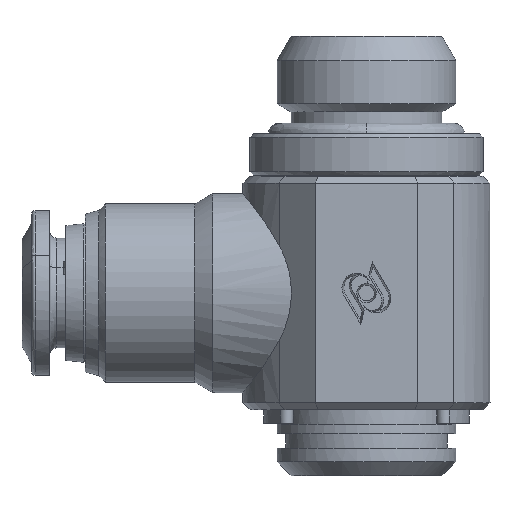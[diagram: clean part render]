
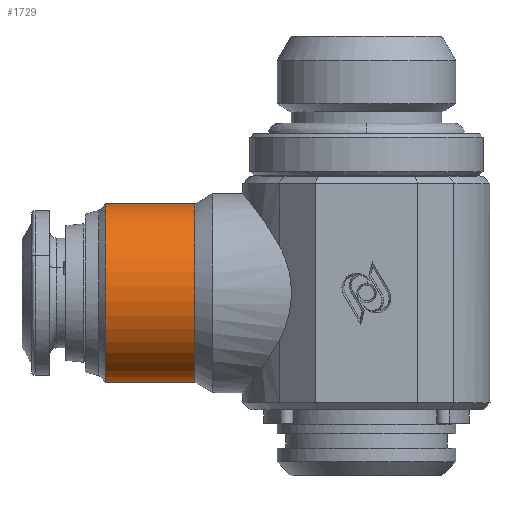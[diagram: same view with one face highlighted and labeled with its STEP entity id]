
A CAD part, front view. The second image highlights one B-rep face of the part: STEP entity #1729.
In plain terms, the highlighted free-form (B-spline) face has degree [1, 3] with [2, 4] control points.
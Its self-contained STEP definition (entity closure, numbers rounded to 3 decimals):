
#50 = CARTESIAN_POINT ( 'NONE',  ( -19.018, 9., 3. ) ) ;
#83 = FACE_OUTER_BOUND ( 'NONE', #3732, .T. ) ;
#117 = ORIENTED_EDGE ( 'NONE', *, *, #1894, .F. ) ;
#304 = CARTESIAN_POINT ( 'NONE',  ( -12.5, 9., 3. ) ) ;
#390 = CARTESIAN_POINT ( 'NONE',  ( -12.5, -4., 16. ) ) ;
#699 = VERTEX_POINT ( 'NONE', #6351 ) ;
#875 = CARTESIAN_POINT ( 'NONE',  ( -12.5, 9., 16. ) ) ;
#899 = CARTESIAN_POINT ( 'NONE',  ( -12.5, 9., 16. ) ) ;
#1176 = CARTESIAN_POINT ( 'NONE',  ( -19.018, -4., 16. ) ) ;
#1729 = ADVANCED_FACE ( 'NONE', ( #83 ), #2516, .F. ) ;
#1752 = CARTESIAN_POINT ( 'NONE',  ( -19.018, 9., 16. ) ) ;
#1894 = EDGE_CURVE ( 'NONE', #699, #4672, #4641, .T. ) ;
#2082 = CARTESIAN_POINT ( 'NONE',  ( -12.5, -4., 16. ) ) ;
#2508 = VERTEX_POINT ( 'NONE', #2672 ) ;
#2516 =( BOUNDED_SURFACE ( )  B_SPLINE_SURFACE ( 1, 3, ( 
 ( #5560, #2605, #4921, #6114 ),
 ( #2630, #2082, #7320, #3222 ) ),
 .UNSPECIFIED., .F., .F., .F. ) 
 B_SPLINE_SURFACE_WITH_KNOTS ( ( 2, 2 ),
 ( 4, 4 ),
 ( 0., 1. ),
 ( 0., 1. ),
 .UNSPECIFIED. ) 
 GEOMETRIC_REPRESENTATION_ITEM ( )  RATIONAL_B_SPLINE_SURFACE ( (
 ( 1., 0.333, 0.333, 1.),
 ( 1., 0.333, 0.333, 1.) ) ) 
 REPRESENTATION_ITEM ( '' )  SURFACE ( )  );
#2605 = CARTESIAN_POINT ( 'NONE',  ( -19.018, -4., 16. ) ) ;
#2630 = CARTESIAN_POINT ( 'NONE',  ( -12.5, 9., 16. ) ) ;
#2650 = ORIENTED_EDGE ( 'NONE', *, *, #3700, .T. ) ;
#2672 = CARTESIAN_POINT ( 'NONE',  ( -12.5, 9., 16. ) ) ;
#3222 = CARTESIAN_POINT ( 'NONE',  ( -12.5, 9., 3. ) ) ;
#3455 = CARTESIAN_POINT ( 'NONE',  ( -19.018, -4., 3. ) ) ;
#3587 = ORIENTED_EDGE ( 'NONE', *, *, #3650, .T. ) ;
#3604 = CARTESIAN_POINT ( 'NONE',  ( -12.5, 9., 3. ) ) ;
#3650 = EDGE_CURVE ( 'NONE', #3925, #2508, #7339, .T. ) ;
#3700 = EDGE_CURVE ( 'NONE', #2508, #4672, #7517, .T. ) ;
#3732 = EDGE_LOOP ( 'NONE', ( #117, #7227, #3587, #2650 ) ) ;
#3925 = VERTEX_POINT ( 'NONE', #3604 ) ;
#4641 =( BOUNDED_CURVE ( )  B_SPLINE_CURVE ( 3, ( #50, #3455, #1176, #1752 ),
 .UNSPECIFIED., .F., .F. ) 
 B_SPLINE_CURVE_WITH_KNOTS ( ( 4, 4 ),
 ( -3.142, 0. ),
 .UNSPECIFIED. ) 
 CURVE ( )  GEOMETRIC_REPRESENTATION_ITEM ( )  RATIONAL_B_SPLINE_CURVE ( ( 1., 0.333, 0.333, 1. ) ) 
 REPRESENTATION_ITEM ( '' )  );
#4672 = VERTEX_POINT ( 'NONE', #5735 ) ;
#4921 = CARTESIAN_POINT ( 'NONE',  ( -19.018, -4., 3. ) ) ;
#4922 = CARTESIAN_POINT ( 'NONE',  ( -12.5, 9., 3. ) ) ;
#5560 = CARTESIAN_POINT ( 'NONE',  ( -19.018, 9., 16. ) ) ;
#5735 = CARTESIAN_POINT ( 'NONE',  ( -19.018, 9., 16. ) ) ;
#5928 = EDGE_CURVE ( 'NONE', #699, #3925, #6423, .T. ) ;
#6114 = CARTESIAN_POINT ( 'NONE',  ( -19.018, 9., 3. ) ) ;
#6192 = CARTESIAN_POINT ( 'NONE',  ( -19.018, 9., 3. ) ) ;
#6195 = CARTESIAN_POINT ( 'NONE',  ( -12.5, -4., 3. ) ) ;
#6351 = CARTESIAN_POINT ( 'NONE',  ( -19.018, 9., 3. ) ) ;
#6423 = B_SPLINE_CURVE_WITH_KNOTS ( 'NONE', 1,
 ( #6192, #4922 ),
 .UNSPECIFIED., .F., .F.,
 ( 2, 2 ),
 ( -1., 0. ),
 .UNSPECIFIED. ) ;
#7227 = ORIENTED_EDGE ( 'NONE', *, *, #5928, .T. ) ;
#7238 = CARTESIAN_POINT ( 'NONE',  ( -19.018, 9., 16. ) ) ;
#7320 = CARTESIAN_POINT ( 'NONE',  ( -12.5, -4., 3. ) ) ;
#7339 =( BOUNDED_CURVE ( )  B_SPLINE_CURVE ( 3, ( #304, #6195, #390, #899 ),
 .UNSPECIFIED., .F., .T. ) 
 B_SPLINE_CURVE_WITH_KNOTS ( ( 4, 4 ),
 ( -3.142, 0. ),
 .UNSPECIFIED. ) 
 CURVE ( )  GEOMETRIC_REPRESENTATION_ITEM ( )  RATIONAL_B_SPLINE_CURVE ( ( 1., 0.333, 0.333, 1. ) ) 
 REPRESENTATION_ITEM ( '' )  );
#7517 = B_SPLINE_CURVE_WITH_KNOTS ( 'NONE', 1,
 ( #875, #7238 ),
 .UNSPECIFIED., .F., .F.,
 ( 2, 2 ),
 ( -1., 0. ),
 .UNSPECIFIED. ) ;
